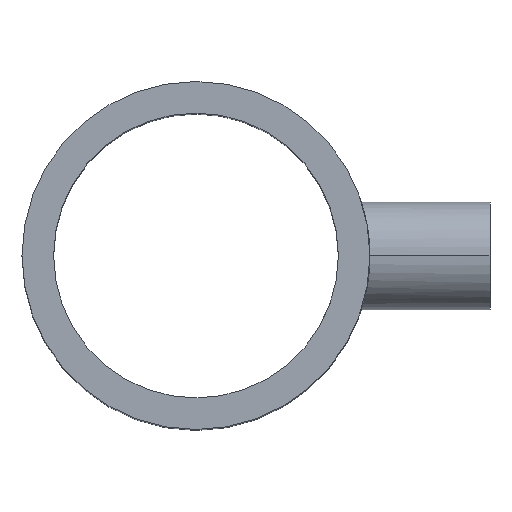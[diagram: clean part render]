
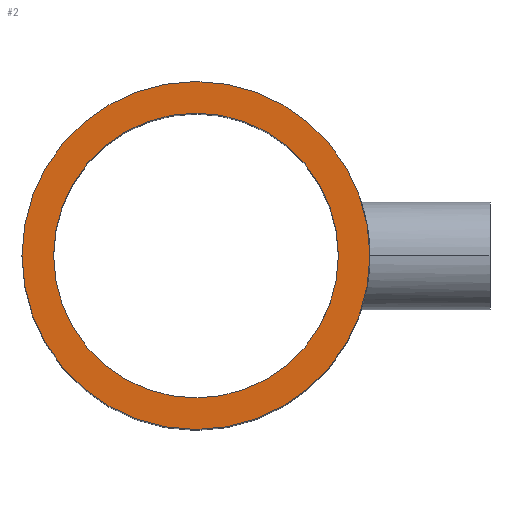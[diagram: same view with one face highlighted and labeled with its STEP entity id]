
A CAD part, top view. The second image highlights one B-rep face of the part: STEP entity #2.
In plain terms, the highlighted planar face has unit normal (0, 0, 1).
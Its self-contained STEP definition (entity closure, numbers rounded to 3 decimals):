
#2 = ADVANCED_FACE ( 'NONE', ( #370, #232 ), #522, .T. ) ;
#7 = DIRECTION ( 'NONE',  ( 1., 0., 0. ) ) ;
#18 = CARTESIAN_POINT ( 'NONE',  ( -177.5, 0., 287.5 ) ) ;
#21 = EDGE_CURVE ( 'NONE', #390, #600, #517, .T. ) ;
#30 = AXIS2_PLACEMENT_3D ( 'NONE', #239, #144, #95 ) ;
#32 = VERTEX_POINT ( 'NONE', #643 ) ;
#49 = ORIENTED_EDGE ( 'NONE', *, *, #500, .F. ) ;
#57 = ORIENTED_EDGE ( 'NONE', *, *, #21, .T. ) ;
#58 = CARTESIAN_POINT ( 'NONE',  ( 0., 0., 287.5 ) ) ;
#60 = CARTESIAN_POINT ( 'NONE',  ( 0., 0., 287.5 ) ) ;
#87 = CARTESIAN_POINT ( 'NONE',  ( 0., 0., 287.5 ) ) ;
#95 = DIRECTION ( 'NONE',  ( 1., 0., 0. ) ) ;
#98 = CIRCLE ( 'NONE', #302, 145.3 ) ;
#122 = DIRECTION ( 'NONE',  ( 0., 0., 1. ) ) ;
#144 = DIRECTION ( 'NONE',  ( 0., 0., 1. ) ) ;
#160 = CARTESIAN_POINT ( 'NONE',  ( -145.3, 0., 287.5 ) ) ;
#162 = AXIS2_PLACEMENT_3D ( 'NONE', #491, #582, #268 ) ;
#188 = DIRECTION ( 'NONE',  ( 1., 0., 0. ) ) ;
#192 = EDGE_CURVE ( 'NONE', #600, #390, #194, .T. ) ;
#194 = CIRCLE ( 'NONE', #30, 177.5 ) ;
#232 = FACE_BOUND ( 'NONE', #515, .T. ) ;
#239 = CARTESIAN_POINT ( 'NONE',  ( 0., 0., 287.5 ) ) ;
#242 = DIRECTION ( 'NONE',  ( 0., 0., 1. ) ) ;
#268 = DIRECTION ( 'NONE',  ( 1., 0., 0. ) ) ;
#302 = AXIS2_PLACEMENT_3D ( 'NONE', #87, #242, #188 ) ;
#305 = AXIS2_PLACEMENT_3D ( 'NONE', #58, #408, #7 ) ;
#370 = FACE_OUTER_BOUND ( 'NONE', #380, .T. ) ;
#380 = EDGE_LOOP ( 'NONE', ( #57, #612 ) ) ;
#390 = VERTEX_POINT ( 'NONE', #18 ) ;
#408 = DIRECTION ( 'NONE',  ( 0., 0., 1. ) ) ;
#428 = DIRECTION ( 'NONE',  ( 1., 0., 0. ) ) ;
#451 = AXIS2_PLACEMENT_3D ( 'NONE', #60, #122, #428 ) ;
#462 = CARTESIAN_POINT ( 'NONE',  ( 177.5, 0., 287.5 ) ) ;
#491 = CARTESIAN_POINT ( 'NONE',  ( 0., 0., 287.5 ) ) ;
#500 = EDGE_CURVE ( 'NONE', #32, #604, #98, .T. ) ;
#515 = EDGE_LOOP ( 'NONE', ( #556, #49 ) ) ;
#517 = CIRCLE ( 'NONE', #451, 177.5 ) ;
#522 = PLANE ( 'NONE',  #162 ) ;
#556 = ORIENTED_EDGE ( 'NONE', *, *, #573, .F. ) ;
#573 = EDGE_CURVE ( 'NONE', #604, #32, #613, .T. ) ;
#582 = DIRECTION ( 'NONE',  ( 0., 0., 1. ) ) ;
#600 = VERTEX_POINT ( 'NONE', #462 ) ;
#604 = VERTEX_POINT ( 'NONE', #160 ) ;
#612 = ORIENTED_EDGE ( 'NONE', *, *, #192, .T. ) ;
#613 = CIRCLE ( 'NONE', #305, 145.3 ) ;
#643 = CARTESIAN_POINT ( 'NONE',  ( 145.3, 0., 287.5 ) ) ;
